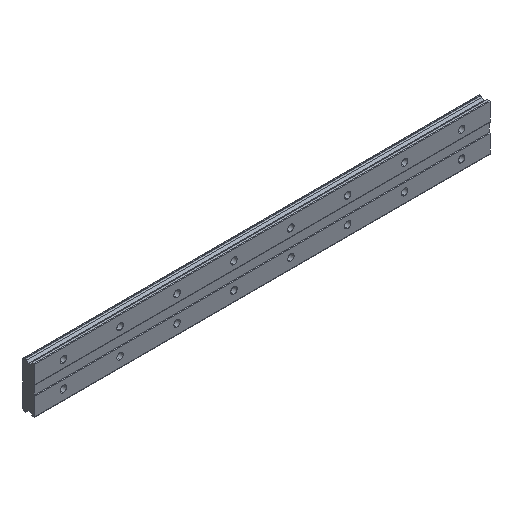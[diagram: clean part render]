
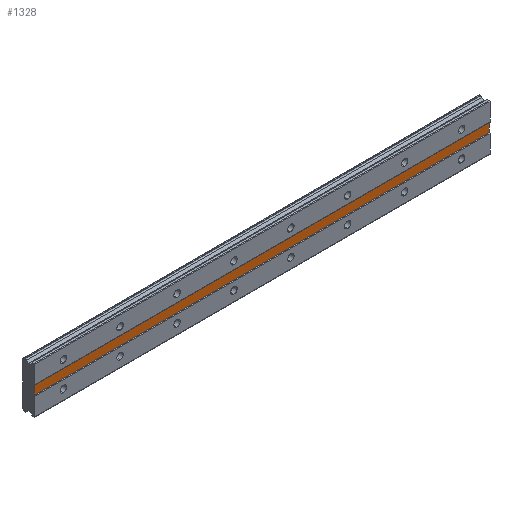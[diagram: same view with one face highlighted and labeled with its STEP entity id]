
A CAD part, isometric view. The second image highlights one B-rep face of the part: STEP entity #1328.
In plain terms, the highlighted planar face has unit normal (0, -1, 0).
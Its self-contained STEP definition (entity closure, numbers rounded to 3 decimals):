
#18 = VERTEX_POINT ( 'NONE', #3084 ) ;
#98 = LINE ( 'NONE', #1705, #204 ) ;
#176 = VERTEX_POINT ( 'NONE', #2680 ) ;
#177 = DIRECTION ( 'NONE',  ( 0., 1., 0. ) ) ;
#192 = EDGE_LOOP ( 'NONE', ( #1352, #588, #2405, #3469 ) ) ;
#198 = CARTESIAN_POINT ( 'NONE',  ( 300., 0.5, 3. ) ) ;
#204 = VECTOR ( 'NONE', #1409, 1000. ) ;
#393 = PLANE ( 'NONE',  #3207 ) ;
#510 = DIRECTION ( 'NONE',  ( 1., 0., 0. ) ) ;
#574 = DIRECTION ( 'NONE',  ( 1., 0., 0. ) ) ;
#588 = ORIENTED_EDGE ( 'NONE', *, *, #3103, .F. ) ;
#803 = CARTESIAN_POINT ( 'NONE',  ( -20., 0.5, 3. ) ) ;
#1170 = EDGE_CURVE ( 'NONE', #2205, #3391, #1992, .T. ) ;
#1306 = VECTOR ( 'NONE', #2365, 1000. ) ;
#1328 = ADVANCED_FACE ( 'NONE', ( #1802 ), #393, .F. ) ;
#1352 = ORIENTED_EDGE ( 'NONE', *, *, #1402, .T. ) ;
#1362 = VECTOR ( 'NONE', #574, 1000. ) ;
#1402 = EDGE_CURVE ( 'NONE', #176, #18, #2435, .T. ) ;
#1409 = DIRECTION ( 'NONE',  ( 0., 0., -1. ) ) ;
#1544 = DIRECTION ( 'NONE',  ( 0., 0., 1. ) ) ;
#1705 = CARTESIAN_POINT ( 'NONE',  ( 300., 0.5, 16.615 ) ) ;
#1802 = FACE_OUTER_BOUND ( 'NONE', #192, .T. ) ;
#1992 = LINE ( 'NONE', #2552, #1362 ) ;
#2026 = EDGE_CURVE ( 'NONE', #2205, #176, #3457, .T. ) ;
#2205 = VERTEX_POINT ( 'NONE', #803 ) ;
#2206 = CARTESIAN_POINT ( 'NONE',  ( 300., 0.5, -3. ) ) ;
#2365 = DIRECTION ( 'NONE',  ( 0., 0., -1. ) ) ;
#2405 = ORIENTED_EDGE ( 'NONE', *, *, #1170, .F. ) ;
#2435 = LINE ( 'NONE', #2206, #3147 ) ;
#2552 = CARTESIAN_POINT ( 'NONE',  ( 300., 0.5, 3. ) ) ;
#2676 = CARTESIAN_POINT ( 'NONE',  ( 300., 0.5, 3. ) ) ;
#2680 = CARTESIAN_POINT ( 'NONE',  ( -20., 0.5, -3. ) ) ;
#3084 = CARTESIAN_POINT ( 'NONE',  ( 300., 0.5, -3. ) ) ;
#3103 = EDGE_CURVE ( 'NONE', #3391, #18, #98, .T. ) ;
#3147 = VECTOR ( 'NONE', #510, 1000. ) ;
#3194 = CARTESIAN_POINT ( 'NONE',  ( -20., 0.5, 16.615 ) ) ;
#3207 = AXIS2_PLACEMENT_3D ( 'NONE', #2676, #177, #1544 ) ;
#3391 = VERTEX_POINT ( 'NONE', #198 ) ;
#3457 = LINE ( 'NONE', #3194, #1306 ) ;
#3469 = ORIENTED_EDGE ( 'NONE', *, *, #2026, .T. ) ;
